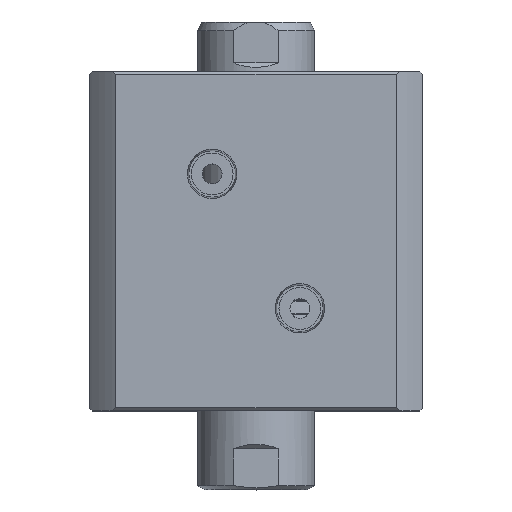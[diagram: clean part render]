
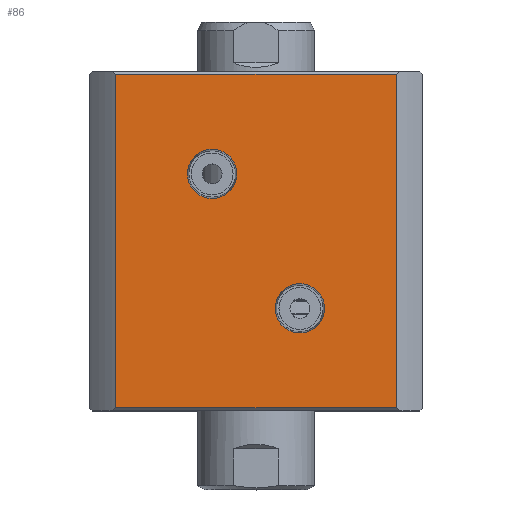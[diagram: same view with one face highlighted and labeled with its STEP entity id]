
A CAD part, top view. The second image highlights one B-rep face of the part: STEP entity #86.
In plain terms, the highlighted face is planar.
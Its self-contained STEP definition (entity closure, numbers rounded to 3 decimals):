
#28 = EDGE_CURVE ( 'NONE', #2228, #3293, #4828, .T. ) ;
#86 = ADVANCED_FACE ( 'NONE', ( #11727, #1130, #3864 ), #4298, .F. ) ;
#181 = DIRECTION ( 'NONE',  ( 0., 0., 1. ) ) ;
#227 = EDGE_LOOP ( 'NONE', ( #3588, #8442 ) ) ;
#325 = DIRECTION ( 'NONE',  ( 0., 0., 1. ) ) ;
#899 = EDGE_CURVE ( 'NONE', #12137, #3293, #2977, .T. ) ;
#1021 = CARTESIAN_POINT ( 'NONE',  ( -47.971, 57., 500. ) ) ;
#1082 = CIRCLE ( 'NONE', #11220, 8.428 ) ;
#1130 = FACE_BOUND ( 'NONE', #9242, .T. ) ;
#1267 = CARTESIAN_POINT ( 'NONE',  ( -47.971, 57., 1. ) ) ;
#1385 = CARTESIAN_POINT ( 'NONE',  ( 15., 57., 81. ) ) ;
#1667 = CARTESIAN_POINT ( 'NONE',  ( 15., 57., 72.572 ) ) ;
#1788 = CARTESIAN_POINT ( 'NONE',  ( -15., 57., 43.428 ) ) ;
#2228 = VERTEX_POINT ( 'NONE', #5136 ) ;
#2419 = DIRECTION ( 'NONE',  ( 0., 0., 1. ) ) ;
#2650 = VECTOR ( 'NONE', #6885, 1000. ) ;
#2977 = LINE ( 'NONE', #4501, #2650 ) ;
#3027 = CARTESIAN_POINT ( 'NONE',  ( -15., 57., 26.572 ) ) ;
#3293 = VERTEX_POINT ( 'NONE', #7715 ) ;
#3392 = CARTESIAN_POINT ( 'NONE',  ( -57., 57., 116. ) ) ;
#3588 = ORIENTED_EDGE ( 'NONE', *, *, #10747, .F. ) ;
#3857 = CIRCLE ( 'NONE', #6160, 8.428 ) ;
#3864 = FACE_OUTER_BOUND ( 'NONE', #12899, .T. ) ;
#3953 = DIRECTION ( 'NONE',  ( 0., 1., 0. ) ) ;
#4298 = PLANE ( 'NONE',  #9943 ) ;
#4345 = DIRECTION ( 'NONE',  ( 0., -1., 0. ) ) ;
#4381 = DIRECTION ( 'NONE',  ( 0., 0., -1. ) ) ;
#4396 = ORIENTED_EDGE ( 'NONE', *, *, #11398, .F. ) ;
#4501 = CARTESIAN_POINT ( 'NONE',  ( 47.971, 57., 500. ) ) ;
#4777 = EDGE_CURVE ( 'NONE', #12070, #11651, #3857, .T. ) ;
#4828 = LINE ( 'NONE', #12434, #9991 ) ;
#5136 = CARTESIAN_POINT ( 'NONE',  ( -47.971, 57., 115. ) ) ;
#5291 = LINE ( 'NONE', #11992, #10129 ) ;
#5388 = ORIENTED_EDGE ( 'NONE', *, *, #7490, .F. ) ;
#5414 = AXIS2_PLACEMENT_3D ( 'NONE', #12466, #6323, #181 ) ;
#5593 = EDGE_CURVE ( 'NONE', #2228, #10717, #7581, .T. ) ;
#5874 = ORIENTED_EDGE ( 'NONE', *, *, #28, .T. ) ;
#6160 = AXIS2_PLACEMENT_3D ( 'NONE', #10135, #3953, #11153 ) ;
#6323 = DIRECTION ( 'NONE',  ( 0., 1., 0. ) ) ;
#6480 = DIRECTION ( 'NONE',  ( 0., 1., 0. ) ) ;
#6508 = ORIENTED_EDGE ( 'NONE', *, *, #5593, .F. ) ;
#6602 = VECTOR ( 'NONE', #7172, 1000. ) ;
#6618 = VERTEX_POINT ( 'NONE', #9071 ) ;
#6876 = CIRCLE ( 'NONE', #5414, 8.428 ) ;
#6885 = DIRECTION ( 'NONE',  ( 0., 0., 1. ) ) ;
#7172 = DIRECTION ( 'NONE',  ( 0., 0., -1. ) ) ;
#7490 = EDGE_CURVE ( 'NONE', #6618, #10997, #6876, .T. ) ;
#7581 = LINE ( 'NONE', #1021, #6602 ) ;
#7715 = CARTESIAN_POINT ( 'NONE',  ( 47.971, 57., 115. ) ) ;
#8442 = ORIENTED_EDGE ( 'NONE', *, *, #4777, .F. ) ;
#8571 = DIRECTION ( 'NONE',  ( 0., 1., 0. ) ) ;
#9071 = CARTESIAN_POINT ( 'NONE',  ( 15., 57., 89.428 ) ) ;
#9242 = EDGE_LOOP ( 'NONE', ( #5388, #4396 ) ) ;
#9943 = AXIS2_PLACEMENT_3D ( 'NONE', #3392, #4345, #4381 ) ;
#9950 = CIRCLE ( 'NONE', #10418, 8.428 ) ;
#9991 = VECTOR ( 'NONE', #12481, 1000. ) ;
#9993 = DIRECTION ( 'NONE',  ( -1., 0., 0. ) ) ;
#10023 = ORIENTED_EDGE ( 'NONE', *, *, #10277, .T. ) ;
#10129 = VECTOR ( 'NONE', #9993, 1000. ) ;
#10135 = CARTESIAN_POINT ( 'NONE',  ( -15., 57., 35. ) ) ;
#10277 = EDGE_CURVE ( 'NONE', #12137, #10717, #5291, .T. ) ;
#10418 = AXIS2_PLACEMENT_3D ( 'NONE', #12613, #6480, #325 ) ;
#10717 = VERTEX_POINT ( 'NONE', #1267 ) ;
#10747 = EDGE_CURVE ( 'NONE', #11651, #12070, #9950, .T. ) ;
#10997 = VERTEX_POINT ( 'NONE', #1667 ) ;
#11153 = DIRECTION ( 'NONE',  ( 0., 0., 1. ) ) ;
#11220 = AXIS2_PLACEMENT_3D ( 'NONE', #1385, #8571, #2419 ) ;
#11398 = EDGE_CURVE ( 'NONE', #10997, #6618, #1082, .T. ) ;
#11651 = VERTEX_POINT ( 'NONE', #1788 ) ;
#11727 = FACE_BOUND ( 'NONE', #227, .T. ) ;
#11992 = CARTESIAN_POINT ( 'NONE',  ( -57., 57., 1. ) ) ;
#12070 = VERTEX_POINT ( 'NONE', #3027 ) ;
#12137 = VERTEX_POINT ( 'NONE', #12479 ) ;
#12434 = CARTESIAN_POINT ( 'NONE',  ( 57., 57., 115. ) ) ;
#12466 = CARTESIAN_POINT ( 'NONE',  ( 15., 57., 81. ) ) ;
#12479 = CARTESIAN_POINT ( 'NONE',  ( 47.971, 57., 1. ) ) ;
#12481 = DIRECTION ( 'NONE',  ( 1., 0., 0. ) ) ;
#12613 = CARTESIAN_POINT ( 'NONE',  ( -15., 57., 35. ) ) ;
#12899 = EDGE_LOOP ( 'NONE', ( #6508, #5874, #13075, #10023 ) ) ;
#13075 = ORIENTED_EDGE ( 'NONE', *, *, #899, .F. ) ;
